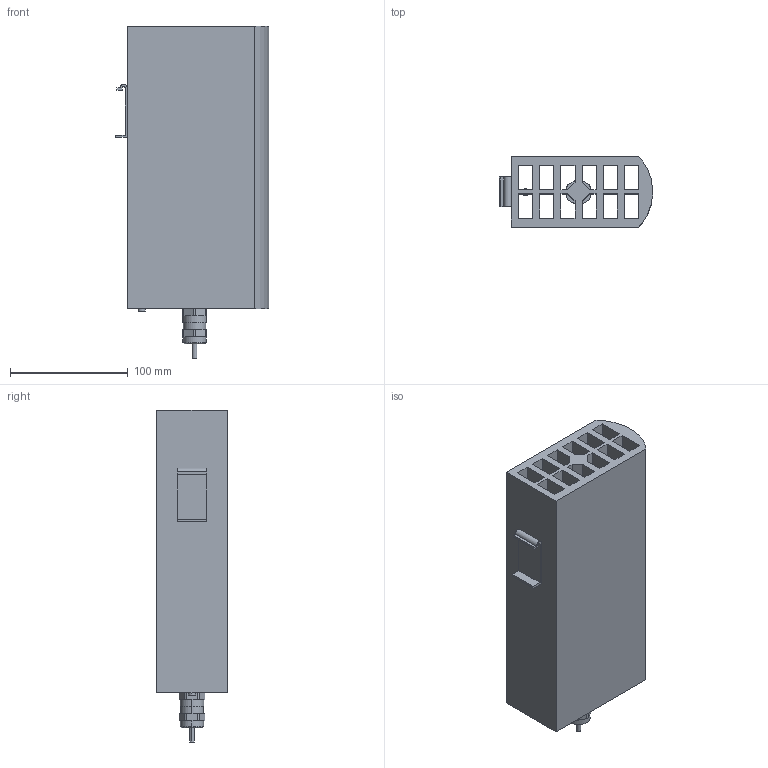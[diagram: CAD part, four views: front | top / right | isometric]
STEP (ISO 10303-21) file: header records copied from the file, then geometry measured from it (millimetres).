
FILE_DESCRIPTION(('starvars output'),'2;1');
FILE_NAME('cv20171024134321000091168.stp','13:43:21 2017/10/24',( 'Thomas Industrial Network Germany GmbH'),( 'Thomas Industrial Network Germany GmbH'),'unknown preprocess','ACIS' ,'unknown authorization');
FILE_SCHEMA(('AUTOMOTIVE_DESIGN_CC2 {UNKNOWN IMPLEMENTATION LEVEL}'));
Length unit declared in the file: millimetre
Products named in the file (1): PRODUCT_ID_1
Bounding box: 130 x 60 x 282 mm (x, y, z)
Volume: 978866.3 mm3; surface area: 280574.3 mm2
Topology: 1 solids, 1 shells, 124 faces, 341 edges, 220 vertices
Faces by surface type: plane 97, cylinder 25, cone 2
Entity records: 4637 total; most frequent: ORIENTED_EDGE 682, CARTESIAN_POINT 606, DIRECTION 511, EDGE_CURVE 341, VECTOR 261, LINE 261, VERTEX_POINT 220, EDGE_LOOP 149
